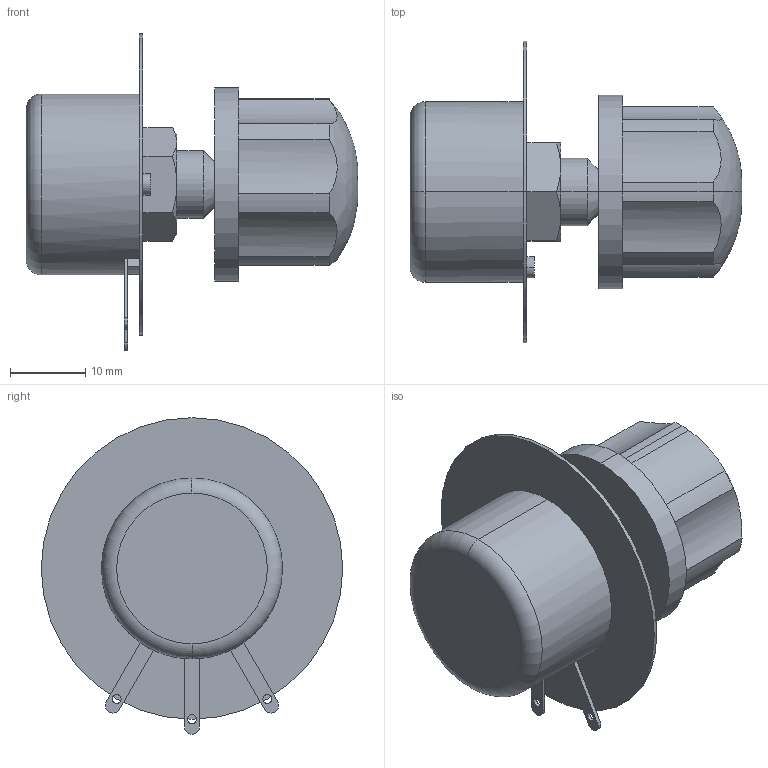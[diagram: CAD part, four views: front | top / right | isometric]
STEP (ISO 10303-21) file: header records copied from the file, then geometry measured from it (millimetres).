
FILE_DESCRIPTION(('starvars output'),'2;1');
FILE_NAME('q-r10kb.stp','14:27:31 2014/09/11',( 'Thomas Industrial Network Germany GmbH'),( 'Thomas Industrial Network Germany GmbH'),'unknown preprocess','ACIS' ,'unknown authorization');
FILE_SCHEMA(('AUTOMOTIVE_DESIGN_CC2 {UNKNOWN IMPLEMENTATION LEVEL}'));
Length unit declared in the file: millimetre
Products named in the file (1): PRODUCT_ID_23
Bounding box: 44.02 x 40 x 42 mm (x, y, z)
Volume: 15108.3 mm3; surface area: 6337.5 mm2
Topology: 1 solids, 1 shells, 82 faces, 206 edges, 130 vertices
Faces by surface type: cylinder 37, plane 31, cone 10, torus 2, bspline 2
Entity records: 2980 total; most frequent: CARTESIAN_POINT 530, ORIENTED_EDGE 408, DIRECTION 297, EDGE_CURVE 204, VERTEX_POINT 130, AXIS2_PLACEMENT_3D 104, EDGE_LOOP 94, FACE_BOUND 94
